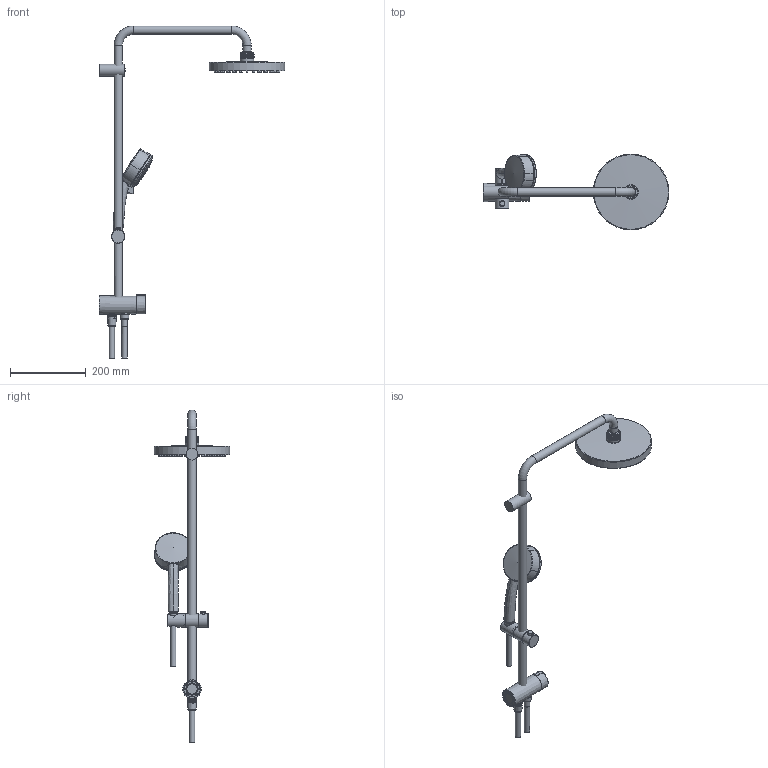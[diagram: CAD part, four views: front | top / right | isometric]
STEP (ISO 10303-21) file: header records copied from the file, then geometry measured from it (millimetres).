
FILE_DESCRIPTION(/* description */ ('Unknown'),/* implementation_level */ '2;1');
FILE_NAME(/* name */ '27394001',/* time_stamp */ '2022-09-14T07:57:12+02:00',/* author */ ('Unknown'),/* organization */ ('GROHE AG'),/* preprocessor_version */ 'ST-DEVELOPER v16.7',/* originating_system */ 'DEX',/* authorisation */ $);
FILE_SCHEMA (('AUTOMOTIVE_DESIGN {1 0 10303 214 3 1 1}'));
Length unit declared in the file: millimetre
Products named in the file (13): 27394001; 27394001_0; 27394001_1; 27394001_2; id154; 081107 GTM1000C Handles Update02; A4288001-21-07-2010-CosmoHousing; fillet#4; MANIFOLD_SOLID_BREP_246493; P50400-018_2; sprayface-06.10; TRIM_SURFACE#86
Assembly tree (12 placements, depth 2):
  27394001
    27394001
    27394001_0
    27394001_1
    27394001_2
    id154
    081107 GTM1000C Handles Update02
    A4288001-21-07-2010-CosmoHousing
    fillet#4
    MANIFOLD_SOLID_BREP_246493
    P50400-018_2
    sprayface-06.10
    TRIM_SURFACE#86
Bounding box: 490.55 x 200 x 875.9 mm (x, y, z)
Volume: 286288.3 mm3; surface area: 361509.5 mm2
Topology: 4 solids, 186 shells, 649 faces, 6107 edges, 5631 vertices
Faces by surface type: cylinder 186, bspline 156, plane 149, cone 107, torus 39, sphere 12
Full cylindrical faces by diameter (mm): 2.8 x60, 4.274 x89, 14.262 x3, 15 x3, 18 x1, 19.9 x2, 22 x5, 22.6 x2, 23 x2, 28 x1, 31.3 x1, 35 x3, 36 x5, 200 x2
Entity records: 71092 total; most frequent: CARTESIAN_POINT 24653, DIRECTION 10089, ORIENTED_EDGE 6556, EDGE_CURVE 5607, VERTEX_POINT 5474, AXIS2_PLACEMENT_3D 4987, CIRCLE 4459, EDGE_LOOP 2084
